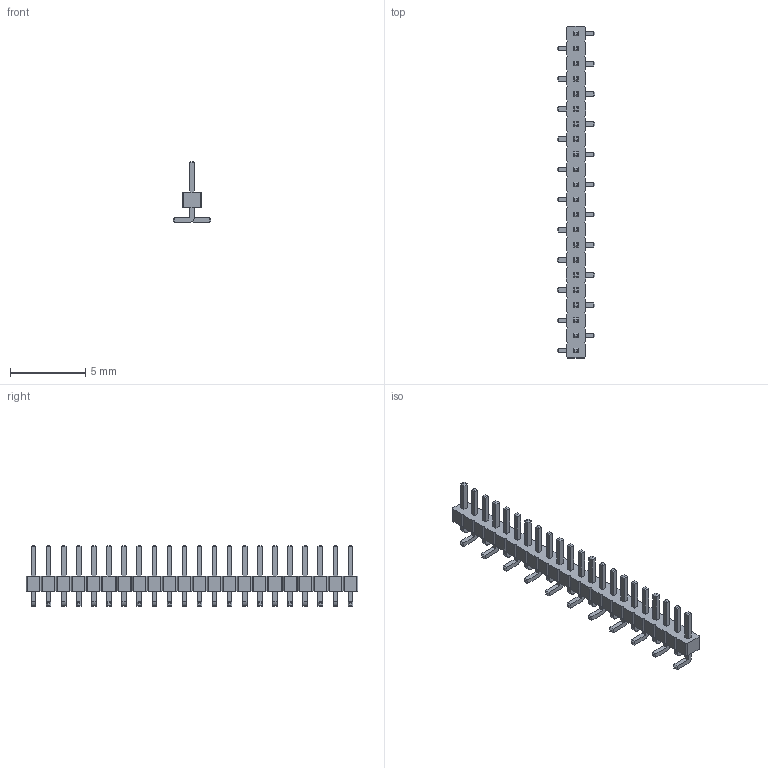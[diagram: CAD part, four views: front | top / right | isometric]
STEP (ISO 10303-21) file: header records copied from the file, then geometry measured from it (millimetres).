
FILE_DESCRIPTION(/* description */ ('model of PinHeader_1x22_P1.00mm_Vertical_SMD_Pin1Right'),/* implementation_level */ '2;1');
FILE_NAME(/* name */ 'PinHeader_1x22_P1.00mm_Vertical_SMD_Pin1Right.step',/* time_stamp */ '2017-12-02T03:19:54',/* author */ ('kicad StepUp','ksu'),/* organization */ ('FreeCAD'),/* preprocessor_version */ 'OCC',/* originating_system */ 'kicad StepUp',/* authorisation */ '');
FILE_SCHEMA(('AUTOMOTIVE_DESIGN_CC2 { 1 2 10303 214 -1 1 5 4 }'));
Length unit declared in the file: millimetre
Products named in the file (1): PinHeader_1x22_P100mm_Vertical_SMD_Pin1Right
Bounding box: 2.5 x 22 x 4 mm (x, y, z)
Volume: 35.4 mm3; surface area: 208.6 mm2
Topology: 1 solids, 1 shells, 598 faces, 1480 edges, 928 vertices
Faces by surface type: plane 576, cylinder 22
Entity records: 21339 total; most frequent: CARTESIAN_POINT 3007, ORIENTED_EDGE 2960, DIRECTION 2722, EDGE_CURVE 1480, LINE 1436, VECTOR 1436, VERTEX_POINT 928, AXIS2_PLACEMENT_3D 643
